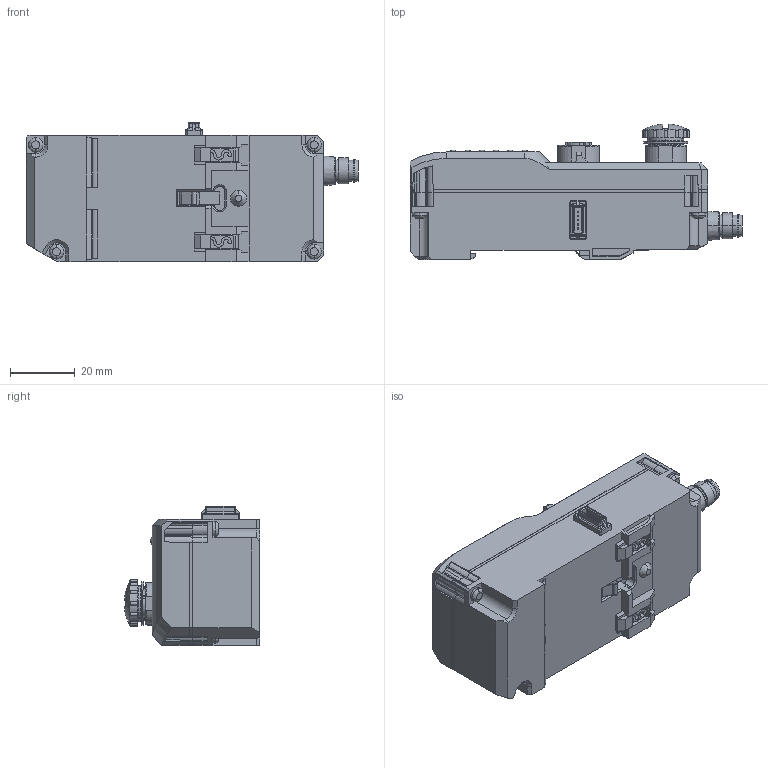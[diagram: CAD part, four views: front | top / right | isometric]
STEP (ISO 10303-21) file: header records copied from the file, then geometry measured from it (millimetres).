
FILE_DESCRIPTION (( 'STEP AP214' ), '1' );
FILE_NAME ('UC1-EC,EN.STEP', '2019-12-06T01:18:02', ( '' ), ( '' ), 'SwSTEP 2.0', 'SolidWorks 2018', '' );
FILE_SCHEMA (( 'AUTOMOTIVE_DESIGN' ));
Length unit declared in the file: millimetre
Products named in the file (1): UC1-EC,EN
Bounding box: 102.55 x 41.77 x 42.95 mm (x, y, z)
Volume: 101050.8 mm3; surface area: 18450.5 mm2
Topology: 1 solids, 1 shells, 1108 faces, 2932 edges, 1893 vertices
Faces by surface type: plane 685, cylinder 272, cone 93, bspline 58
Entity records: 37386 total; most frequent: CARTESIAN_POINT 10226, ORIENTED_EDGE 5834, DIRECTION 5376, EDGE_CURVE 2917, VECTOR 2042, LINE 2042, VERTEX_POINT 1893, AXIS2_PLACEMENT_3D 1667
